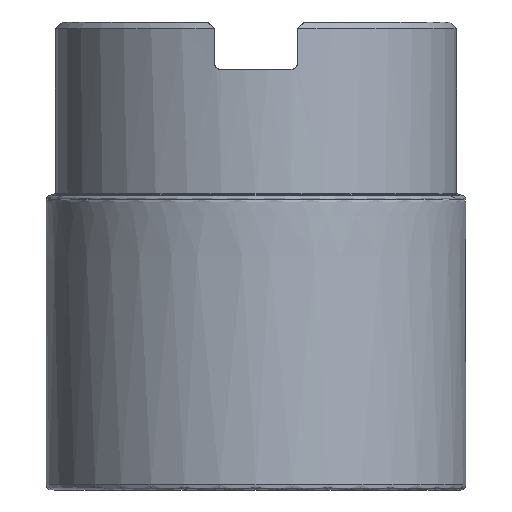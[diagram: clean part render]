
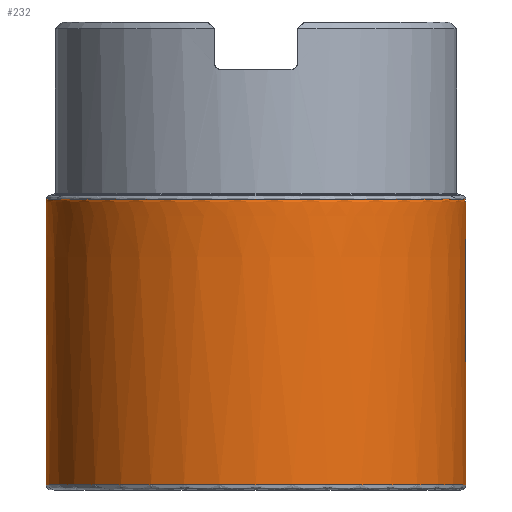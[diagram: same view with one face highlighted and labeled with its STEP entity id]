
A CAD part, front view. The second image highlights one B-rep face of the part: STEP entity #232.
In plain terms, the highlighted face is a revolution surface.
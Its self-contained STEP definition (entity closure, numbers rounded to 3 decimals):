
#232=ADVANCED_FACE('',(#429,#430),#310,.F.);
#310=SURFACE_OF_REVOLUTION('',#370,#340);
#340=AXIS1_PLACEMENT('',#1848,#1518);
#370=B_SPLINE_CURVE_WITH_KNOTS('',3,(#1840,#1841,#1842,#1843,#1844,#1845,
#1846,#1847),.UNSPECIFIED.,.F.,.F.,(4,2,2,4),(0.,0.302,0.603,
1.),.UNSPECIFIED.);
#429=FACE_BOUND('',#537,.T.);
#430=FACE_BOUND('',#538,.T.);
#537=EDGE_LOOP('',(#669));
#538=EDGE_LOOP('',(#670));
#669=ORIENTED_EDGE('',*,*,#1008,.T.);
#670=ORIENTED_EDGE('',*,*,#1009,.F.);
#911=VERTEX_POINT('',#1837);
#912=VERTEX_POINT('',#1839);
#1008=EDGE_CURVE('',#911,#911,#1129,.T.);
#1009=EDGE_CURVE('',#912,#912,#1130,.T.);
#1129=CIRCLE('',#1378,31.367);
#1130=CIRCLE('',#1379,31.4);
#1378=AXIS2_PLACEMENT_3D('',#1836,#1514,#1515);
#1379=AXIS2_PLACEMENT_3D('',#1838,#1516,#1517);
#1514=DIRECTION('',(0.,0.,-1.));
#1515=DIRECTION('',(-1.,0.,0.));
#1516=DIRECTION('',(0.,0.,-1.));
#1517=DIRECTION('',(-1.,0.,0.));
#1518=DIRECTION('',(0.,0.,-1.));
#1836=CARTESIAN_POINT('',(0.,0.,-26.477));
#1837=CARTESIAN_POINT('',(-31.367,0.,-26.477));
#1838=CARTESIAN_POINT('',(0.,0.,-69.204));
#1839=CARTESIAN_POINT('',(-31.4,0.,-69.204));
#1840=CARTESIAN_POINT('',(-31.4,0.,-69.204));
#1841=CARTESIAN_POINT('',(-31.387,0.,-26.689));
#1842=CARTESIAN_POINT('',(-31.385,0.,-26.665));
#1843=CARTESIAN_POINT('',(-31.38,0.,-26.618));
#1844=CARTESIAN_POINT('',(-31.378,0.,-26.594));
#1845=CARTESIAN_POINT('',(-31.373,0.,-26.539));
#1846=CARTESIAN_POINT('',(-31.37,0.,-26.508));
#1847=CARTESIAN_POINT('',(-31.367,0.,-26.477));
#1848=CARTESIAN_POINT('',(0.,0.,0.));
